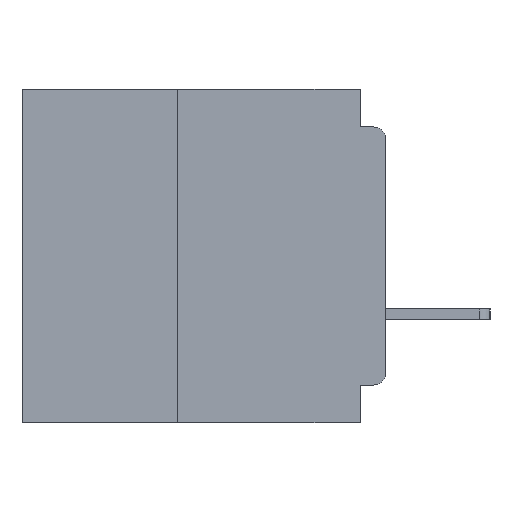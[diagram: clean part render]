
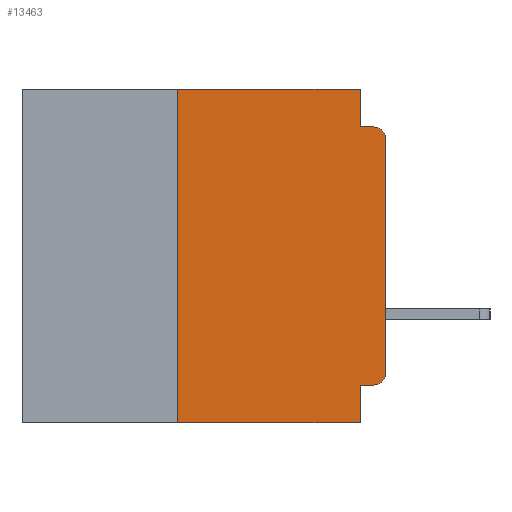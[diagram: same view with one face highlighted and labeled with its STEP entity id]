
A CAD part, left-side view. The second image highlights one B-rep face of the part: STEP entity #13463.
In plain terms, the highlighted planar face has unit normal (-1, 0, 0).
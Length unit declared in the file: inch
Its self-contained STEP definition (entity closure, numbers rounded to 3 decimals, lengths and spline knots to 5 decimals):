
#544 = CARTESIAN_POINT ( 'NONE',  ( 0., 0.437, 0. ) ) ;
#975 = EDGE_LOOP ( 'NONE', ( #16829, #25917, #14649, #27710, #31318, #22977, #41712, #20304, #38578, #22394 ) ) ;
#2529 = EDGE_CURVE ( 'NONE', #15957, #42760, #22655, .T. ) ;
#2770 = CIRCLE ( 'NONE', #13031, 0.015 ) ;
#3000 = CARTESIAN_POINT ( 'NONE',  ( 0., 0.437, 0. ) ) ;
#3863 = EDGE_CURVE ( 'NONE', #54472, #27630, #31907, .T. ) ;
#6764 = CARTESIAN_POINT ( 'NONE',  ( 0., 0.015, -0.34 ) ) ;
#7312 = LINE ( 'NONE', #544, #16195 ) ;
#7384 = DIRECTION ( 'NONE',  ( 1., 0., 0. ) ) ;
#7902 = CARTESIAN_POINT ( 'NONE',  ( 0., 0.25, -0.4 ) ) ;
#8236 = CARTESIAN_POINT ( 'NONE',  ( 0., 0., -0.355 ) ) ;
#8386 = EDGE_CURVE ( 'NONE', #45877, #27630, #39428, .T. ) ;
#8821 = LINE ( 'NONE', #17315, #19079 ) ;
#8855 = CARTESIAN_POINT ( 'NONE',  ( 0., 0.031, -0.4 ) ) ;
#11171 = DIRECTION ( 'NONE',  ( 0., 0., -1. ) ) ;
#11598 = CARTESIAN_POINT ( 'NONE',  ( 0., 0.015, -0.045 ) ) ;
#12122 = CARTESIAN_POINT ( 'NONE',  ( 0., 0., -0.06 ) ) ;
#13031 = AXIS2_PLACEMENT_3D ( 'NONE', #6764, #36925, #11171 ) ;
#13256 = DIRECTION ( 'NONE',  ( 0., 0., -1. ) ) ;
#13463 = ADVANCED_FACE ( 'NONE', ( #30906 ), #29003, .F. ) ;
#13759 = CARTESIAN_POINT ( 'NONE',  ( 0., 0.031, -0.4 ) ) ;
#14649 = ORIENTED_EDGE ( 'NONE', *, *, #2529, .F. ) ;
#14694 = VECTOR ( 'NONE', #32507, 39.37008 ) ;
#14754 = CARTESIAN_POINT ( 'NONE',  ( 0., 0., -0.045 ) ) ;
#15581 = CARTESIAN_POINT ( 'NONE',  ( 0., 0.25, -0.4 ) ) ;
#15873 = AXIS2_PLACEMENT_3D ( 'NONE', #18215, #48114, #22573 ) ;
#15957 = VERTEX_POINT ( 'NONE', #20561 ) ;
#16195 = VECTOR ( 'NONE', #39388, 39.37008 ) ;
#16829 = ORIENTED_EDGE ( 'NONE', *, *, #42666, .T. ) ;
#17315 = CARTESIAN_POINT ( 'NONE',  ( 0., 0.031, 0. ) ) ;
#17457 = LINE ( 'NONE', #15581, #14694 ) ;
#18215 = CARTESIAN_POINT ( 'NONE',  ( 0., 0.015, -0.06 ) ) ;
#19079 = VECTOR ( 'NONE', #21653, 39.37008 ) ;
#19438 = CARTESIAN_POINT ( 'NONE',  ( 0., 0., 0. ) ) ;
#20181 = VECTOR ( 'NONE', #55444, 39.37008 ) ;
#20304 = ORIENTED_EDGE ( 'NONE', *, *, #8386, .F. ) ;
#20549 = VECTOR ( 'NONE', #47096, 39.37008 ) ;
#20561 = CARTESIAN_POINT ( 'NONE',  ( 0., 0.031, -0.045 ) ) ;
#20936 = EDGE_CURVE ( 'NONE', #25920, #45877, #54337, .T. ) ;
#21366 = CARTESIAN_POINT ( 'NONE',  ( 0., 0.437, -0.4 ) ) ;
#21607 = EDGE_CURVE ( 'NONE', #39832, #39598, #7312, .T. ) ;
#21653 = DIRECTION ( 'NONE',  ( 0., 0., -1. ) ) ;
#22350 = CIRCLE ( 'NONE', #15873, 0.015 ) ;
#22394 = ORIENTED_EDGE ( 'NONE', *, *, #47754, .T. ) ;
#22573 = DIRECTION ( 'NONE',  ( 0., 0., -1. ) ) ;
#22655 = LINE ( 'NONE', #14754, #32669 ) ;
#22977 = ORIENTED_EDGE ( 'NONE', *, *, #35962, .F. ) ;
#24214 = LINE ( 'NONE', #19438, #34207 ) ;
#24786 = VERTEX_POINT ( 'NONE', #12122 ) ;
#25917 = ORIENTED_EDGE ( 'NONE', *, *, #28838, .T. ) ;
#25920 = VERTEX_POINT ( 'NONE', #38109 ) ;
#27630 = VERTEX_POINT ( 'NONE', #13759 ) ;
#27710 = ORIENTED_EDGE ( 'NONE', *, *, #39042, .F. ) ;
#28413 = CARTESIAN_POINT ( 'NONE',  ( 0., 0.031, -0.355 ) ) ;
#28549 = AXIS2_PLACEMENT_3D ( 'NONE', #3000, #7384, #37524 ) ;
#28838 = EDGE_CURVE ( 'NONE', #24786, #42760, #22350, .T. ) ;
#29003 = PLANE ( 'NONE',  #28549 ) ;
#30906 = FACE_OUTER_BOUND ( 'NONE', #975, .T. ) ;
#31318 = ORIENTED_EDGE ( 'NONE', *, *, #21607, .F. ) ;
#31907 = LINE ( 'NONE', #21366, #20549 ) ;
#32507 = DIRECTION ( 'NONE',  ( 0., 0., 1. ) ) ;
#32669 = VECTOR ( 'NONE', #53379, 39.37008 ) ;
#34207 = VECTOR ( 'NONE', #44975, 39.37008 ) ;
#35443 = VECTOR ( 'NONE', #13256, 39.37008 ) ;
#35962 = EDGE_CURVE ( 'NONE', #54472, #39832, #17457, .T. ) ;
#36925 = DIRECTION ( 'NONE',  ( -1., 0., 0. ) ) ;
#37524 = DIRECTION ( 'NONE',  ( 0., 0., -1. ) ) ;
#38109 = CARTESIAN_POINT ( 'NONE',  ( 0., 0.015, -0.355 ) ) ;
#38578 = ORIENTED_EDGE ( 'NONE', *, *, #20936, .F. ) ;
#39042 = EDGE_CURVE ( 'NONE', #39598, #15957, #8821, .T. ) ;
#39388 = DIRECTION ( 'NONE',  ( 0., -1., 0. ) ) ;
#39428 = LINE ( 'NONE', #8855, #35443 ) ;
#39598 = VERTEX_POINT ( 'NONE', #46949 ) ;
#39832 = VERTEX_POINT ( 'NONE', #52962 ) ;
#41712 = ORIENTED_EDGE ( 'NONE', *, *, #3863, .T. ) ;
#42666 = EDGE_CURVE ( 'NONE', #47272, #24786, #24214, .T. ) ;
#42760 = VERTEX_POINT ( 'NONE', #11598 ) ;
#44975 = DIRECTION ( 'NONE',  ( 0., 0., 1. ) ) ;
#45877 = VERTEX_POINT ( 'NONE', #28413 ) ;
#46483 = CARTESIAN_POINT ( 'NONE',  ( 0., 0., -0.34 ) ) ;
#46949 = CARTESIAN_POINT ( 'NONE',  ( 0., 0.031, 0. ) ) ;
#47096 = DIRECTION ( 'NONE',  ( 0., -1., 0. ) ) ;
#47272 = VERTEX_POINT ( 'NONE', #46483 ) ;
#47754 = EDGE_CURVE ( 'NONE', #25920, #47272, #2770, .T. ) ;
#48114 = DIRECTION ( 'NONE',  ( -1., 0., 0. ) ) ;
#52962 = CARTESIAN_POINT ( 'NONE',  ( 0., 0.25, 0. ) ) ;
#53379 = DIRECTION ( 'NONE',  ( 0., -1., 0. ) ) ;
#54337 = LINE ( 'NONE', #8236, #20181 ) ;
#54472 = VERTEX_POINT ( 'NONE', #7902 ) ;
#55444 = DIRECTION ( 'NONE',  ( 0., 1., 0. ) ) ;
